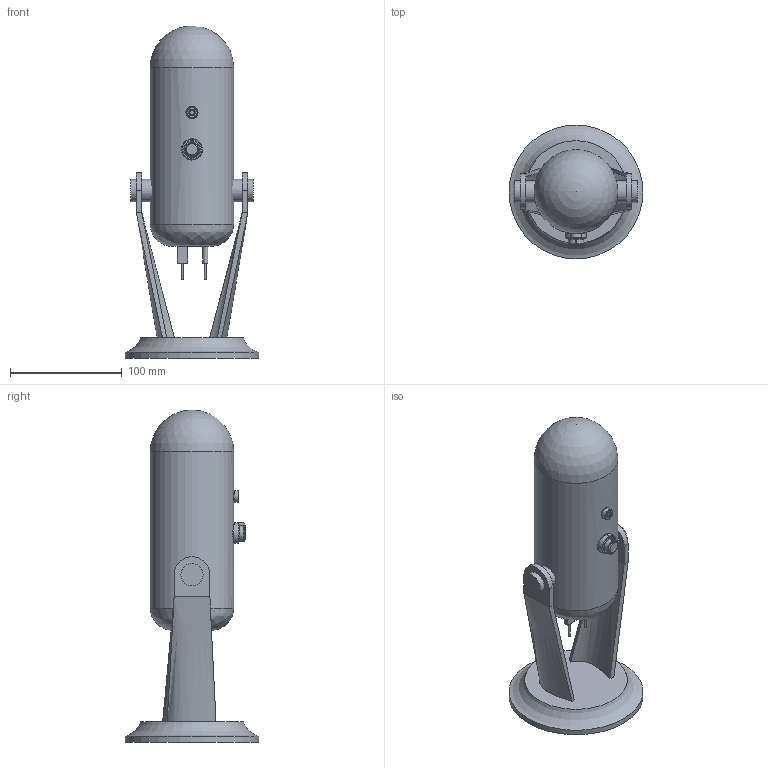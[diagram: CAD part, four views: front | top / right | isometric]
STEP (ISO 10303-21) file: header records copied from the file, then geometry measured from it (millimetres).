
FILE_DESCRIPTION(/* description */ (''),/* implementation_level */ '2;1');
FILE_NAME(/* name */ 'MicStand-1 v5.step',/* time_stamp */ '2023-04-30T11:41:53-04:00',/* author */ (''),/* organization */ (''),/* preprocessor_version */ 'ST-DEVELOPER v19.2',/* originating_system */ 'Autodesk Translation Framework v12.4.0.73',/* authorisation */ '');
FILE_SCHEMA (('AUTOMOTIVE_DESIGN { 1 0 10303 214 3 1 1 }'));
Length unit declared in the file: millimetre
Products named in the file (1): MicStand-1
Bounding box: 120 x 120 x 297.5 mm (x, y, z)
Volume: 1047530.1 mm3; surface area: 110141.6 mm2
Topology: 7 solids, 7 shells, 73 faces, 158 edges, 107 vertices
Faces by surface type: plane 36, cylinder 14, bspline 13, torus 7, cone 2, sphere 1
Full cylindrical faces by diameter (mm): 2 x2, 4.472 x1, 10 x1, 20 x3, 75 x1, 120 x1
Entity records: 3091 total; most frequent: CARTESIAN_POINT 1435, ORIENTED_EDGE 314, DIRECTION 299, EDGE_CURVE 157, AXIS2_PLACEMENT_3D 108, VERTEX_POINT 107, EDGE_LOOP 86, LINE 83
